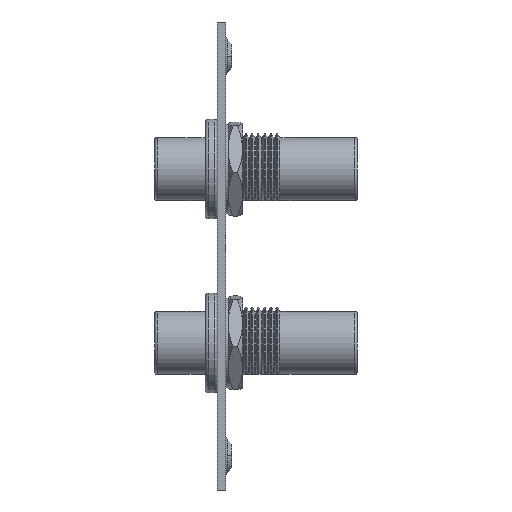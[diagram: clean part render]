
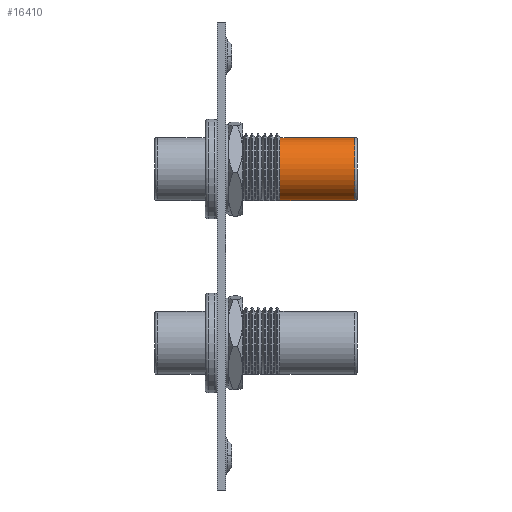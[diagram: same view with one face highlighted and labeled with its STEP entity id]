
A CAD part, left-side view. The second image highlights one B-rep face of the part: STEP entity #16410.
In plain terms, the highlighted cylindrical face has radius 5.512 mm (diameter 11.024 mm), a partial arc.
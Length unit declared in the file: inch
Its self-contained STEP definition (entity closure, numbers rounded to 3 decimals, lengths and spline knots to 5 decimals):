
#4208 = CARTESIAN_POINT ( 'NONE',  ( 0., 1.381, 0.217 ) ) ;
#4210 = CARTESIAN_POINT ( 'NONE',  ( 0., 1.381, -0.217 ) ) ;
#4542 = CARTESIAN_POINT ( 'NONE',  ( -0.01965, 1.02, -0.21611 ) ) ;
#4543 = CARTESIAN_POINT ( 'NONE',  ( -0.01965, 1.01481, -0.21611 ) ) ;
#4544 = CARTESIAN_POINT ( 'NONE',  ( -0.01752, 1.00972, -0.21632 ) ) ;
#4545 = CARTESIAN_POINT ( 'NONE',  ( -0.01026, 1.00248, -0.21679 ) ) ;
#4546 = CARTESIAN_POINT ( 'NONE',  ( -0.00513, 1.00035, -0.217 ) ) ;
#4547 = CARTESIAN_POINT ( 'NONE',  ( 0., 1.00035, -0.217 ) ) ;
#4548 = CARTESIAN_POINT ( 'NONE',  ( -0.01965, 1.02, -0.21611 ) ) ;
#4549 = CARTESIAN_POINT ( 'NONE',  ( 0., 1.00035, -0.217 ) ) ;
#4550 = B_SPLINE_CURVE_WITH_KNOTS ( 'NONE', 3,
 ( #4547, #4546, #4545, #4544, #4543, #4542 ),
 .UNSPECIFIED., .F., .F.,
 ( 4, 2, 4 ),
 ( 0.00156, 0.00195, 0.00234 ),
 .UNSPECIFIED. ) ;
#5849 = DIRECTION ( 'NONE',  ( 0., -1., 0. ) ) ;
#5850 = VECTOR ( 'NONE', #5849, 39.37008 ) ;
#5851 = CARTESIAN_POINT ( 'NONE',  ( 0., 0., 0.217 ) ) ;
#5852 = LINE ( 'NONE', #5851, #5850 ) ;
#5867 = CARTESIAN_POINT ( 'NONE',  ( 0., 0.8649, -0.217 ) ) ;
#5868 = DIRECTION ( 'NONE',  ( 0., 0., -1. ) ) ;
#5869 = DIRECTION ( 'NONE',  ( 0., -1., 0. ) ) ;
#5870 = CARTESIAN_POINT ( 'NONE',  ( 0., 0.8649, 0. ) ) ;
#5871 = AXIS2_PLACEMENT_3D ( 'NONE', #5870, #5869, #5868 ) ;
#5872 = CIRCLE ( 'NONE', #5871, 0.217 ) ;
#5873 = CARTESIAN_POINT ( 'NONE',  ( 0., 0.8649, 0.217 ) ) ;
#6011 = CARTESIAN_POINT ( 'NONE',  ( 0., 1.03965, -0.217 ) ) ;
#6013 = DIRECTION ( 'NONE',  ( 0., -1., 0. ) ) ;
#6014 = VECTOR ( 'NONE', #6013, 39.37008 ) ;
#6015 = CARTESIAN_POINT ( 'NONE',  ( 0., 0., -0.217 ) ) ;
#6021 = LINE ( 'NONE', #6015, #6014 ) ;
#6046 = DIRECTION ( 'NONE',  ( 0., -1., 0. ) ) ;
#6047 = VECTOR ( 'NONE', #6046, 39.37008 ) ;
#6048 = CARTESIAN_POINT ( 'NONE',  ( 0., 0., -0.217 ) ) ;
#6049 = LINE ( 'NONE', #6048, #6047 ) ;
#6352 = B_SPLINE_CURVE_WITH_KNOTS ( 'NONE', 3,
 ( #6410, #6409, #6408, #6407, #6406, #6405 ),
 .UNSPECIFIED., .F., .F.,
 ( 4, 2, 4 ),
 ( 0.00234, 0.00273, 0.00312 ),
 .UNSPECIFIED. ) ;
#6354 = DIRECTION ( 'NONE',  ( 0., 0., 1. ) ) ;
#6355 = DIRECTION ( 'NONE',  ( 0., -1., 0. ) ) ;
#6356 = CARTESIAN_POINT ( 'NONE',  ( 0., 1.381, 0. ) ) ;
#6367 = AXIS2_PLACEMENT_3D ( 'NONE', #6356, #6355, #6354 ) ;
#6368 = CIRCLE ( 'NONE', #6367, 0.217 ) ;
#6380 = CYLINDRICAL_SURFACE ( 'NONE', #6441, 0.217 ) ;
#6381 = FACE_OUTER_BOUND ( 'NONE', #16411, .T. ) ;
#6405 = CARTESIAN_POINT ( 'NONE',  ( 0., 1.03965, -0.217 ) ) ;
#6406 = CARTESIAN_POINT ( 'NONE',  ( -0.00519, 1.03965, -0.217 ) ) ;
#6407 = CARTESIAN_POINT ( 'NONE',  ( -0.01028, 1.03751, -0.21679 ) ) ;
#6408 = CARTESIAN_POINT ( 'NONE',  ( -0.01752, 1.03027, -0.21632 ) ) ;
#6409 = CARTESIAN_POINT ( 'NONE',  ( -0.01965, 1.02519, -0.21611 ) ) ;
#6410 = CARTESIAN_POINT ( 'NONE',  ( -0.01965, 1.02, -0.21611 ) ) ;
#6438 = DIRECTION ( 'NONE',  ( 0., 0., -1. ) ) ;
#6439 = DIRECTION ( 'NONE',  ( 0., -1., 0. ) ) ;
#6440 = CARTESIAN_POINT ( 'NONE',  ( 0., 0., 0. ) ) ;
#6441 = AXIS2_PLACEMENT_3D ( 'NONE', #6440, #6439, #6438 ) ;
#15542 = VERTEX_POINT ( 'NONE', #4210 ) ;
#15544 = VERTEX_POINT ( 'NONE', #4208 ) ;
#15646 = EDGE_CURVE ( 'NONE', #15647, #15648, #4550, .T. ) ;
#15647 = VERTEX_POINT ( 'NONE', #4549 ) ;
#15648 = VERTEX_POINT ( 'NONE', #4548 ) ;
#16204 = EDGE_CURVE ( 'NONE', #15544, #16220, #5852, .T. ) ;
#16219 = EDGE_CURVE ( 'NONE', #16220, #16221, #5872, .T. ) ;
#16220 = VERTEX_POINT ( 'NONE', #5873 ) ;
#16221 = VERTEX_POINT ( 'NONE', #5867 ) ;
#16264 = EDGE_CURVE ( 'NONE', #15647, #16221, #6021, .T. ) ;
#16268 = VERTEX_POINT ( 'NONE', #6011 ) ;
#16270 = EDGE_CURVE ( 'NONE', #15542, #16268, #6049, .T. ) ;
#16387 = ORIENTED_EDGE ( 'NONE', *, *, #16204, .F. ) ;
#16388 = ORIENTED_EDGE ( 'NONE', *, *, #16389, .T. ) ;
#16389 = EDGE_CURVE ( 'NONE', #15544, #15542, #6368, .T. ) ;
#16390 = ORIENTED_EDGE ( 'NONE', *, *, #16270, .T. ) ;
#16391 = ORIENTED_EDGE ( 'NONE', *, *, #16392, .F. ) ;
#16392 = EDGE_CURVE ( 'NONE', #15648, #16268, #6352, .T. ) ;
#16393 = ORIENTED_EDGE ( 'NONE', *, *, #15646, .F. ) ;
#16394 = ORIENTED_EDGE ( 'NONE', *, *, #16264, .T. ) ;
#16395 = ORIENTED_EDGE ( 'NONE', *, *, #16219, .F. ) ;
#16410 = ADVANCED_FACE ( 'NONE', ( #6381 ), #6380, .T. ) ;
#16411 = EDGE_LOOP ( 'NONE', ( #16387, #16388, #16390, #16391, #16393, #16394, #16395 ) ) ;
